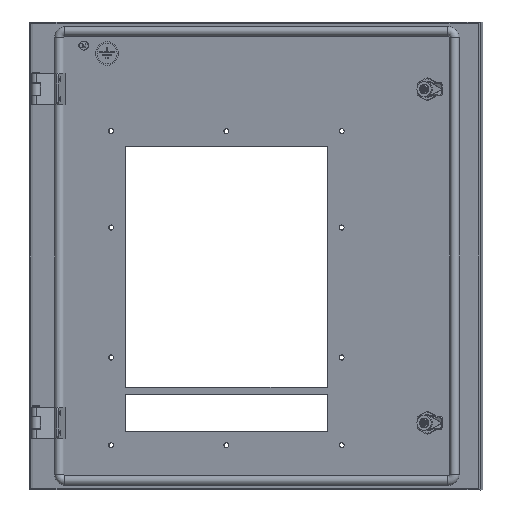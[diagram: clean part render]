
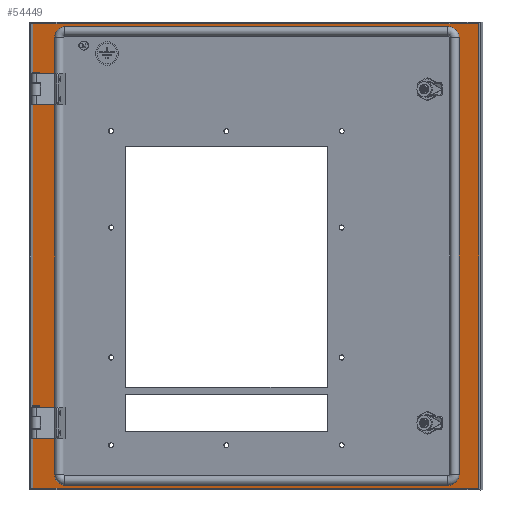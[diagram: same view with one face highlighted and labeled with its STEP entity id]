
A CAD part, left-side view. The second image highlights one B-rep face of the part: STEP entity #54449.
In plain terms, the highlighted planar face has unit normal (-0.966, 0.259, 0).
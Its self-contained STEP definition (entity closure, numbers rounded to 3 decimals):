
#336 = AXIS2_PLACEMENT_3D ( 'NONE', #40267, #5651, #108029 ) ;
#1346 = EDGE_LOOP ( 'NONE', ( #72501, #19480 ) ) ;
#1882 = CARTESIAN_POINT ( 'NONE',  ( -153.521, -559.14, 317. ) ) ;
#5651 = DIRECTION ( 'NONE',  ( -0.966, 0.259, 0. ) ) ;
#5929 = CARTESIAN_POINT ( 'NONE',  ( -22.94, -71.314, -267. ) ) ;
#6202 = DIRECTION ( 'NONE',  ( 0.966, -0.259, 0. ) ) ;
#6268 = PLANE ( 'NONE',  #55304 ) ;
#8306 = CARTESIAN_POINT ( 'NONE',  ( -153.521, -559.14, -267. ) ) ;
#8605 = CIRCLE ( 'NONE', #54992, 0.5 ) ;
#8923 = DIRECTION ( 'NONE',  ( -0.259, -0.966, 0. ) ) ;
#11065 = DIRECTION ( 'NONE',  ( -0.259, -0.966, 0. ) ) ;
#12707 = EDGE_CURVE ( 'NONE', #42459, #61479, #30319, .T. ) ;
#13932 = EDGE_CURVE ( 'NONE', #33398, #42459, #51060, .T. ) ;
#14021 = AXIS2_PLACEMENT_3D ( 'NONE', #43054, #61525, #86139 ) ;
#14291 = EDGE_CURVE ( 'NONE', #53791, #15559, #15314, .T. ) ;
#14667 = DIRECTION ( 'NONE',  ( 0., 0., 1. ) ) ;
#14703 = LINE ( 'NONE', #48801, #23483 ) ;
#15314 = CIRCLE ( 'NONE', #77846, 0.5 ) ;
#15559 = VERTEX_POINT ( 'NONE', #80639 ) ;
#17656 = DIRECTION ( 'NONE',  ( 0., 0., -1. ) ) ;
#18808 = ORIENTED_EDGE ( 'NONE', *, *, #27131, .T. ) ;
#19078 = ORIENTED_EDGE ( 'NONE', *, *, #66672, .F. ) ;
#19480 = ORIENTED_EDGE ( 'NONE', *, *, #14291, .F. ) ;
#19979 = CARTESIAN_POINT ( 'NONE',  ( -153.521, -559.14, -253. ) ) ;
#20195 = VERTEX_POINT ( 'NONE', #5929 ) ;
#20984 = DIRECTION ( 'NONE',  ( -0.966, 0.259, 0. ) ) ;
#21767 = CARTESIAN_POINT ( 'NONE',  ( -164.64, -600.677, -271. ) ) ;
#22455 = CARTESIAN_POINT ( 'NONE',  ( -164.64, -600.677, 25. ) ) ;
#23189 = ORIENTED_EDGE ( 'NONE', *, *, #92421, .F. ) ;
#23483 = VECTOR ( 'NONE', #66170, 1000. ) ;
#24135 = VERTEX_POINT ( 'NONE', #98934 ) ;
#24282 = VERTEX_POINT ( 'NONE', #70186 ) ;
#24696 = CARTESIAN_POINT ( 'NONE',  ( -157.141, -572.664, 303. ) ) ;
#25210 = DIRECTION ( 'NONE',  ( 0.259, 0.966, 0. ) ) ;
#25461 = CARTESIAN_POINT ( 'NONE',  ( -11.821, -29.777, -271. ) ) ;
#25499 = ORIENTED_EDGE ( 'NONE', *, *, #67902, .F. ) ;
#26359 = ORIENTED_EDGE ( 'NONE', *, *, #35257, .F. ) ;
#27131 = EDGE_CURVE ( 'NONE', #61479, #24135, #60536, .T. ) ;
#27488 = VERTEX_POINT ( 'NONE', #59259 ) ;
#27815 = CARTESIAN_POINT ( 'NONE',  ( -88.23, -315.227, -271. ) ) ;
#27873 = VERTEX_POINT ( 'NONE', #55286 ) ;
#29338 = CARTESIAN_POINT ( 'NONE',  ( -15.829, -44.75, 237.5 ) ) ;
#29809 = ORIENTED_EDGE ( 'NONE', *, *, #88549, .T. ) ;
#30319 = LINE ( 'NONE', #57200, #92063 ) ;
#31950 = FACE_OUTER_BOUND ( 'NONE', #67245, .T. ) ;
#33398 = VERTEX_POINT ( 'NONE', #96482 ) ;
#33525 = DIRECTION ( 'NONE',  ( -0.259, -0.966, 0. ) ) ;
#33656 = EDGE_CURVE ( 'NONE', #15559, #53791, #75334, .T. ) ;
#34350 = EDGE_LOOP ( 'NONE', ( #19078, #102505, #55976, #107991, #18808, #73041, #23189, #26359 ) ) ;
#35257 = EDGE_CURVE ( 'NONE', #20195, #55078, #68988, .T. ) ;
#36853 = AXIS2_PLACEMENT_3D ( 'NONE', #19979, #97204, #80412 ) ;
#37339 = AXIS2_PLACEMENT_3D ( 'NONE', #43121, #91469, #82497 ) ;
#38505 = AXIS2_PLACEMENT_3D ( 'NONE', #57645, #6202, #66059 ) ;
#39872 = EDGE_LOOP ( 'NONE', ( #86383, #25499 ) ) ;
#40267 = CARTESIAN_POINT ( 'NONE',  ( -15.958, -45.233, 237.5 ) ) ;
#41442 = CARTESIAN_POINT ( 'NONE',  ( -164.64, -600.677, 321. ) ) ;
#42100 = DIRECTION ( 'NONE',  ( -0.259, -0.966, 0. ) ) ;
#42264 = CARTESIAN_POINT ( 'NONE',  ( -11.821, -29.777, 25. ) ) ;
#42459 = VERTEX_POINT ( 'NONE', #44800 ) ;
#43054 = CARTESIAN_POINT ( 'NONE',  ( -15.958, -45.233, -187.5 ) ) ;
#43121 = CARTESIAN_POINT ( 'NONE',  ( -153.521, -559.14, 303. ) ) ;
#44800 = CARTESIAN_POINT ( 'NONE',  ( -22.94, -71.314, 317. ) ) ;
#44989 = EDGE_CURVE ( 'NONE', #48538, #104003, #104497, .T. ) ;
#48538 = VERTEX_POINT ( 'NONE', #25461 ) ;
#48801 = CARTESIAN_POINT ( 'NONE',  ( -88.23, -315.227, 321. ) ) ;
#49687 = CARTESIAN_POINT ( 'NONE',  ( -19.32, -57.791, -253. ) ) ;
#50403 = FACE_BOUND ( 'NONE', #1346, .T. ) ;
#51060 = CIRCLE ( 'NONE', #38505, 14. ) ;
#52865 = EDGE_CURVE ( 'NONE', #54028, #27488, #110508, .T. ) ;
#53791 = VERTEX_POINT ( 'NONE', #29338 ) ;
#54028 = VERTEX_POINT ( 'NONE', #103150 ) ;
#54449 = ADVANCED_FACE ( 'NONE', ( #31950, #50403, #76163, #67778 ), #6268, .F. ) ;
#54992 = AXIS2_PLACEMENT_3D ( 'NONE', #85520, #20984, #8923 ) ;
#55078 = VERTEX_POINT ( 'NONE', #8306 ) ;
#55250 = ORIENTED_EDGE ( 'NONE', *, *, #44989, .T. ) ;
#55286 = CARTESIAN_POINT ( 'NONE',  ( -157.141, -572.664, -253. ) ) ;
#55304 = AXIS2_PLACEMENT_3D ( 'NONE', #101903, #66126, #25210 ) ;
#55585 = EDGE_CURVE ( 'NONE', #24282, #48538, #67500, .T. ) ;
#55976 = ORIENTED_EDGE ( 'NONE', *, *, #13932, .T. ) ;
#57200 = CARTESIAN_POINT ( 'NONE',  ( -22.94, -71.314, 317. ) ) ;
#57645 = CARTESIAN_POINT ( 'NONE',  ( -22.94, -71.314, 303. ) ) ;
#58178 = DIRECTION ( 'NONE',  ( -0.966, 0.259, 0. ) ) ;
#59259 = CARTESIAN_POINT ( 'NONE',  ( -15.829, -44.75, -187.5 ) ) ;
#59823 = CARTESIAN_POINT ( 'NONE',  ( -15.958, -45.233, 237.5 ) ) ;
#60536 = CIRCLE ( 'NONE', #37339, 14. ) ;
#61358 = DIRECTION ( 'NONE',  ( 0., 0., 1. ) ) ;
#61479 = VERTEX_POINT ( 'NONE', #1882 ) ;
#61525 = DIRECTION ( 'NONE',  ( -0.966, 0.259, 0. ) ) ;
#61788 = VECTOR ( 'NONE', #61358, 1000. ) ;
#63048 = EDGE_CURVE ( 'NONE', #102854, #33398, #80886, .T. ) ;
#64251 = ORIENTED_EDGE ( 'NONE', *, *, #55585, .T. ) ;
#66059 = DIRECTION ( 'NONE',  ( 0.259, 0.966, 0. ) ) ;
#66126 = DIRECTION ( 'NONE',  ( 0.966, -0.259, 0. ) ) ;
#66170 = DIRECTION ( 'NONE',  ( 0.259, 0.966, 0. ) ) ;
#66648 = CARTESIAN_POINT ( 'NONE',  ( -22.94, -71.314, -253. ) ) ;
#66672 = EDGE_CURVE ( 'NONE', #102854, #20195, #67460, .T. ) ;
#67245 = EDGE_LOOP ( 'NONE', ( #64251, #55250, #29809, #97535 ) ) ;
#67460 = CIRCLE ( 'NONE', #71043, 14. ) ;
#67500 = LINE ( 'NONE', #42264, #73249 ) ;
#67778 = FACE_BOUND ( 'NONE', #34350, .T. ) ;
#67883 = CARTESIAN_POINT ( 'NONE',  ( -22.94, -71.314, -267. ) ) ;
#67902 = EDGE_CURVE ( 'NONE', #27488, #54028, #8605, .T. ) ;
#68654 = EDGE_CURVE ( 'NONE', #24135, #27873, #109773, .T. ) ;
#68988 = LINE ( 'NONE', #67883, #98716 ) ;
#70186 = CARTESIAN_POINT ( 'NONE',  ( -11.821, -29.777, 321. ) ) ;
#71043 = AXIS2_PLACEMENT_3D ( 'NONE', #66648, #108065, #91278 ) ;
#71415 = CARTESIAN_POINT ( 'NONE',  ( -19.32, -57.791, 25. ) ) ;
#72501 = ORIENTED_EDGE ( 'NONE', *, *, #33656, .F. ) ;
#73041 = ORIENTED_EDGE ( 'NONE', *, *, #68654, .T. ) ;
#73249 = VECTOR ( 'NONE', #17656, 1000. ) ;
#75334 = CIRCLE ( 'NONE', #336, 0.5 ) ;
#76163 = FACE_BOUND ( 'NONE', #39872, .T. ) ;
#77846 = AXIS2_PLACEMENT_3D ( 'NONE', #59823, #58178, #33525 ) ;
#78298 = VECTOR ( 'NONE', #110336, 1000. ) ;
#80207 = EDGE_CURVE ( 'NONE', #109335, #24282, #14703, .T. ) ;
#80412 = DIRECTION ( 'NONE',  ( 0., 0., -1. ) ) ;
#80639 = CARTESIAN_POINT ( 'NONE',  ( -16.087, -45.716, 237.5 ) ) ;
#80886 = LINE ( 'NONE', #71415, #61788 ) ;
#82497 = DIRECTION ( 'NONE',  ( 0., 0., 1. ) ) ;
#82922 = DIRECTION ( 'NONE',  ( -0.259, -0.966, 0. ) ) ;
#85520 = CARTESIAN_POINT ( 'NONE',  ( -15.958, -45.233, -187.5 ) ) ;
#86139 = DIRECTION ( 'NONE',  ( -0.259, -0.966, 0. ) ) ;
#86383 = ORIENTED_EDGE ( 'NONE', *, *, #52865, .F. ) ;
#88311 = VECTOR ( 'NONE', #14667, 1000. ) ;
#88462 = VECTOR ( 'NONE', #11065, 1000. ) ;
#88549 = EDGE_CURVE ( 'NONE', #104003, #109335, #108660, .T. ) ;
#91278 = DIRECTION ( 'NONE',  ( 0.259, 0.966, 0. ) ) ;
#91469 = DIRECTION ( 'NONE',  ( 0.966, -0.259, 0. ) ) ;
#92063 = VECTOR ( 'NONE', #82922, 1000. ) ;
#92421 = EDGE_CURVE ( 'NONE', #55078, #27873, #95846, .T. ) ;
#95846 = CIRCLE ( 'NONE', #36853, 14. ) ;
#96482 = CARTESIAN_POINT ( 'NONE',  ( -19.32, -57.791, 303. ) ) ;
#97204 = DIRECTION ( 'NONE',  ( -0.966, 0.259, 0. ) ) ;
#97535 = ORIENTED_EDGE ( 'NONE', *, *, #80207, .T. ) ;
#98716 = VECTOR ( 'NONE', #42100, 1000. ) ;
#98934 = CARTESIAN_POINT ( 'NONE',  ( -157.141, -572.664, 303. ) ) ;
#101903 = CARTESIAN_POINT ( 'NONE',  ( -88.23, -315.227, 25. ) ) ;
#102505 = ORIENTED_EDGE ( 'NONE', *, *, #63048, .T. ) ;
#102854 = VERTEX_POINT ( 'NONE', #49687 ) ;
#103150 = CARTESIAN_POINT ( 'NONE',  ( -16.087, -45.716, -187.5 ) ) ;
#104003 = VERTEX_POINT ( 'NONE', #21767 ) ;
#104497 = LINE ( 'NONE', #27815, #88462 ) ;
#107991 = ORIENTED_EDGE ( 'NONE', *, *, #12707, .T. ) ;
#108029 = DIRECTION ( 'NONE',  ( -0.259, -0.966, 0. ) ) ;
#108065 = DIRECTION ( 'NONE',  ( -0.966, 0.259, 0. ) ) ;
#108660 = LINE ( 'NONE', #22455, #88311 ) ;
#109335 = VERTEX_POINT ( 'NONE', #41442 ) ;
#109773 = LINE ( 'NONE', #24696, #78298 ) ;
#110336 = DIRECTION ( 'NONE',  ( 0., 0., -1. ) ) ;
#110508 = CIRCLE ( 'NONE', #14021, 0.5 ) ;
